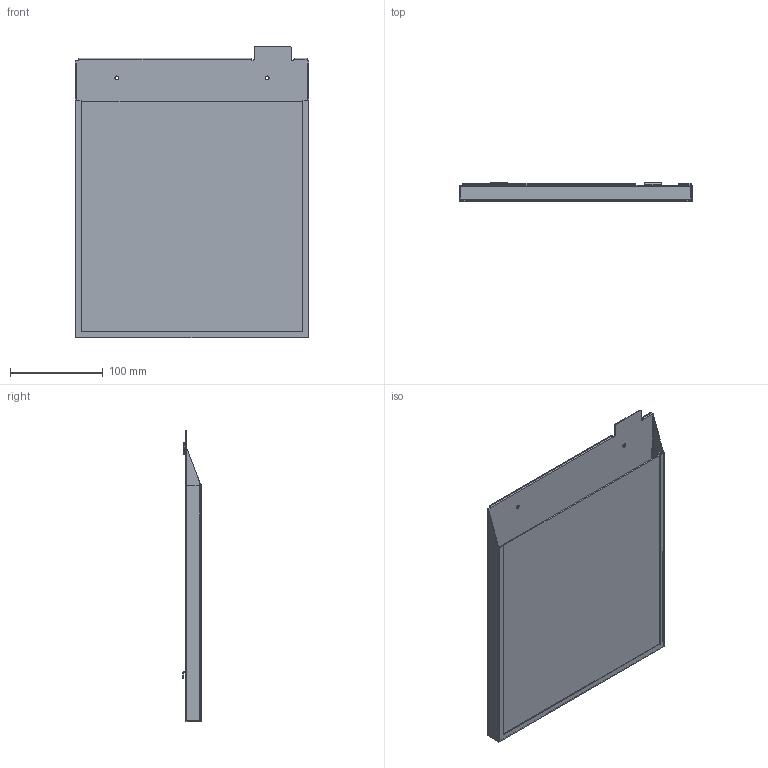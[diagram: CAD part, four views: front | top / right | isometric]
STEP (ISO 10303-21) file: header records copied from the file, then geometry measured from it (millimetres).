
FILE_DESCRIPTION(/* description */ ('Sichtfach Einzelelement Für DIN A4 hochkant'),/* implementation_level */ '2;1');
FILE_NAME(/* name */ 'ZEI_CAD_320619-0-REV00_#SALL_#AIN_#V1.step',/* time_stamp */ '2022-10-10T07:09:17+02:00',/* author */ ('MiniTec'),/* organization */ ('MiniTec GmbH & Co.KG'),/* preprocessor_version */ 'ST-DEVELOPER v18.1',/* originating_system */ 'Autodesk Inventor 2021',/* authorisation */ '');
FILE_SCHEMA (('CONFIG_CONTROL_DESIGN'));
Length unit declared in the file: millimetre
Products named in the file (3): leer; leer_1; leer_2
Assembly tree (2 placements, depth 2):
  leer
    leer_1
    leer_2
Bounding box: 252 x 20 x 314 mm (x, y, z)
Volume: 166613.7 mm3; surface area: 334912.6 mm2
Topology: 2 solids, 2 shells, 117 faces, 328 edges, 217 vertices
Faces by surface type: plane 64, cylinder 53
Full cylindrical faces by diameter (mm): 4 x2
Entity records: 3955 total; most frequent: CARTESIAN_POINT 734, DIRECTION 667, ORIENTED_EDGE 656, EDGE_CURVE 328, AXIS2_PLACEMENT_3D 228, VERTEX_POINT 217, LINE 211, VECTOR 211
